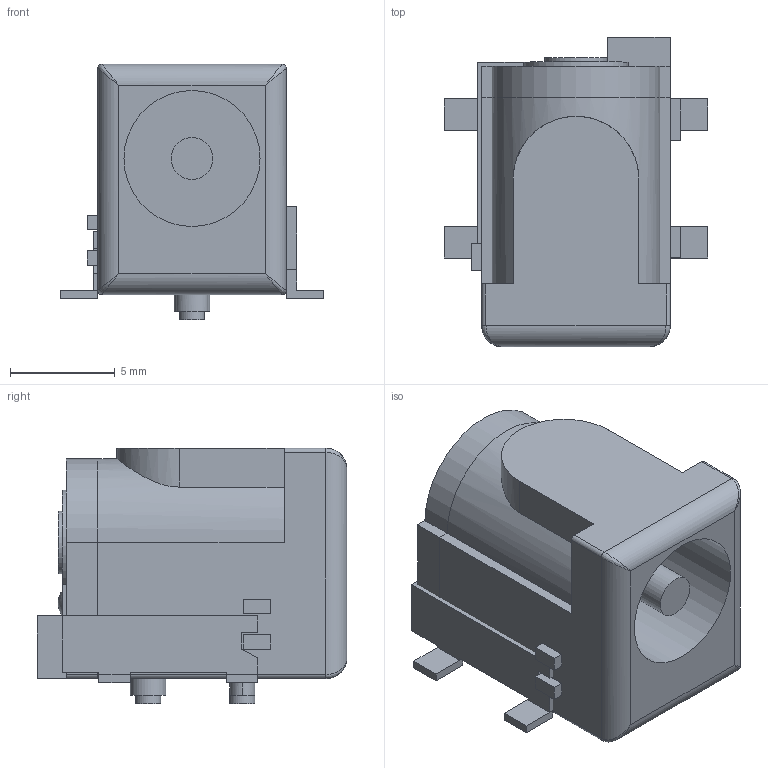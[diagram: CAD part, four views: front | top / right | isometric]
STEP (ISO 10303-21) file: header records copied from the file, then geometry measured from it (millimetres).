
FILE_DESCRIPTION(/* description */ (''),/* implementation_level */ '2;1');
FILE_NAME(/* name */ 'PowerJack PJ-002AH-SMT-TR.step',/* time_stamp */ '2024-07-12T22:24:33-04:00',/* author */ (''),/* organization */ (''),/* preprocessor_version */ 'ST-DEVELOPER v20',/* originating_system */ 'Autodesk Translation Framework v13.14.0.145',/* authorisation */ '');
FILE_SCHEMA (('AUTOMOTIVE_DESIGN { 1 0 10303 214 3 1 1 }'));
Length unit declared in the file: millimetre
Products named in the file (2): (Unsaved); PowerJack  PJ-002AH-SMT-TR v1
Assembly tree (1 placements, depth 2):
  (Unsaved)
    PowerJack  PJ-002AH-SMT-TR v1
Bounding box: 12.6 x 14.8 x 12.2 mm (x, y, z)
Volume: 1231.1 mm3; surface area: 1316.4 mm2
Topology: 7 solids, 7 shells, 117 faces, 278 edges, 178 vertices
Faces by surface type: plane 90, cylinder 20, bspline 6, sphere 1
Full cylindrical faces by diameter (mm): 1.2 x2, 1.7 x1, 2 x1, 3 x1, 6.5 x1
Entity records: 4037 total; most frequent: CARTESIAN_POINT 1276, ORIENTED_EDGE 548, DIRECTION 531, EDGE_CURVE 274, LINE 221, VECTOR 221, VERTEX_POINT 178, AXIS2_PLACEMENT_3D 155
